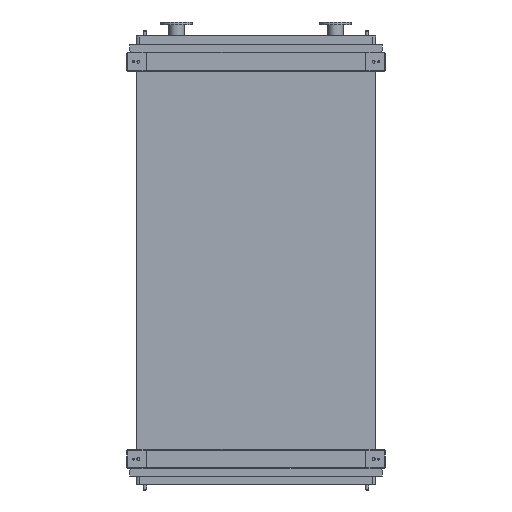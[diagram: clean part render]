
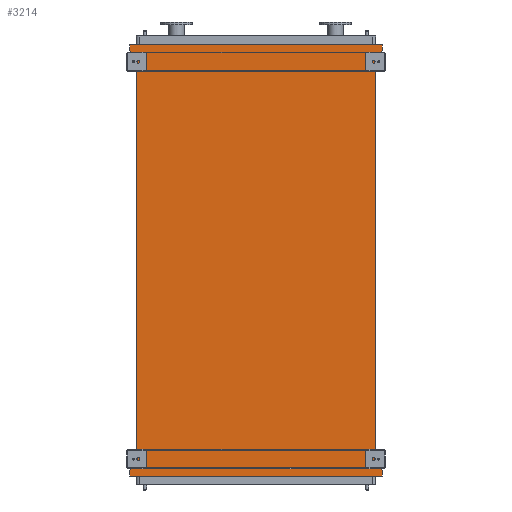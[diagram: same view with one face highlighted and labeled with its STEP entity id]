
A CAD part, front view. The second image highlights one B-rep face of the part: STEP entity #3214.
In plain terms, the highlighted planar face has unit normal (0, -1, 0).
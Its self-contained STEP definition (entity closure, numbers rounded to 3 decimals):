
#49 = ORIENTED_EDGE ( 'NONE', *, *, #10043, .F. ) ;
#206 = ORIENTED_EDGE ( 'NONE', *, *, #12304, .F. ) ;
#243 = CARTESIAN_POINT ( 'NONE',  ( -891., 0., -2903. ) ) ;
#345 = ORIENTED_EDGE ( 'NONE', *, *, #10157, .F. ) ;
#374 = VERTEX_POINT ( 'NONE', #243 ) ;
#906 = EDGE_CURVE ( 'NONE', #23931, #22269, #21507, .T. ) ;
#976 = VERTEX_POINT ( 'NONE', #18075 ) ;
#1338 = CARTESIAN_POINT ( 'NONE',  ( 891., 0., 95. ) ) ;
#1437 = VECTOR ( 'NONE', #15873, 1000. ) ;
#1580 = ORIENTED_EDGE ( 'NONE', *, *, #9103, .F. ) ;
#1670 = EDGE_CURVE ( 'NONE', #4125, #976, #20906, .T. ) ;
#2451 = VECTOR ( 'NONE', #21776, 1000. ) ;
#2823 = ORIENTED_EDGE ( 'NONE', *, *, #18668, .F. ) ;
#2874 = CARTESIAN_POINT ( 'NONE',  ( -845., 0., 0. ) ) ;
#3214 = ADVANCED_FACE ( 'NONE', ( #19189 ), #5371, .T. ) ;
#3258 = CARTESIAN_POINT ( 'NONE',  ( 845., 0., 0. ) ) ;
#3323 = DIRECTION ( 'NONE',  ( 0., 0., -1. ) ) ;
#3361 = AXIS2_PLACEMENT_3D ( 'NONE', #16848, #18704, #7259 ) ;
#3855 = EDGE_CURVE ( 'NONE', #976, #16896, #4310, .T. ) ;
#3871 = EDGE_CURVE ( 'NONE', #9032, #4125, #7553, .T. ) ;
#3880 = DIRECTION ( 'NONE',  ( 0., 0., 1. ) ) ;
#3898 = CARTESIAN_POINT ( 'NONE',  ( 891., 0., -2903. ) ) ;
#4125 = VERTEX_POINT ( 'NONE', #7535 ) ;
#4212 = EDGE_CURVE ( 'NONE', #22269, #374, #11136, .T. ) ;
#4246 = VERTEX_POINT ( 'NONE', #11870 ) ;
#4310 = LINE ( 'NONE', #10589, #13243 ) ;
#4929 = CARTESIAN_POINT ( 'NONE',  ( -891., 0., 95. ) ) ;
#5108 = LINE ( 'NONE', #3898, #10179 ) ;
#5371 = PLANE ( 'NONE',  #3361 ) ;
#5768 = CARTESIAN_POINT ( 'NONE',  ( -845., 0., 0. ) ) ;
#5970 = VERTEX_POINT ( 'NONE', #12173 ) ;
#6484 = ORIENTED_EDGE ( 'NONE', *, *, #906, .F. ) ;
#6738 = DIRECTION ( 'NONE',  ( -0.655, 0., -0.755 ) ) ;
#6848 = ORIENTED_EDGE ( 'NONE', *, *, #4212, .F. ) ;
#7069 = CARTESIAN_POINT ( 'NONE',  ( -891., 0., 53. ) ) ;
#7241 = VECTOR ( 'NONE', #20872, 1000. ) ;
#7259 = DIRECTION ( 'NONE',  ( 0., 0., -1. ) ) ;
#7426 = VERTEX_POINT ( 'NONE', #18001 ) ;
#7446 = VECTOR ( 'NONE', #23831, 1000. ) ;
#7535 = CARTESIAN_POINT ( 'NONE',  ( 891., 0., 95. ) ) ;
#7553 = LINE ( 'NONE', #4929, #2451 ) ;
#7582 = ORIENTED_EDGE ( 'NONE', *, *, #8039, .T. ) ;
#8039 = EDGE_CURVE ( 'NONE', #5970, #16896, #12318, .T. ) ;
#8876 = LINE ( 'NONE', #16944, #23622 ) ;
#9032 = VERTEX_POINT ( 'NONE', #24153 ) ;
#9103 = EDGE_CURVE ( 'NONE', #18380, #17828, #11963, .T. ) ;
#10007 = ORIENTED_EDGE ( 'NONE', *, *, #3871, .F. ) ;
#10043 = EDGE_CURVE ( 'NONE', #7426, #23931, #5108, .T. ) ;
#10157 = EDGE_CURVE ( 'NONE', #17828, #9032, #18526, .T. ) ;
#10179 = VECTOR ( 'NONE', #17290, 1000. ) ;
#10418 = VECTOR ( 'NONE', #3323, 1000. ) ;
#10589 = CARTESIAN_POINT ( 'NONE',  ( 891., 0., 53. ) ) ;
#10620 = EDGE_CURVE ( 'NONE', #374, #4246, #17666, .T. ) ;
#11136 = LINE ( 'NONE', #15491, #19971 ) ;
#11334 = EDGE_LOOP ( 'NONE', ( #7582, #17808, #18917, #10007, #345, #1580, #2823, #16768, #6848, #6484, #49, #206 ) ) ;
#11705 = CARTESIAN_POINT ( 'NONE',  ( -891., 0., 53. ) ) ;
#11870 = CARTESIAN_POINT ( 'NONE',  ( -845., 0., -2850. ) ) ;
#11963 = LINE ( 'NONE', #5768, #17111 ) ;
#12173 = CARTESIAN_POINT ( 'NONE',  ( 845., 0., -2850. ) ) ;
#12304 = EDGE_CURVE ( 'NONE', #5970, #7426, #8876, .T. ) ;
#12318 = LINE ( 'NONE', #22601, #7241 ) ;
#13031 = DIRECTION ( 'NONE',  ( 0.655, 0., -0.755 ) ) ;
#13243 = VECTOR ( 'NONE', #6738, 1000. ) ;
#13264 = CARTESIAN_POINT ( 'NONE',  ( -891., 0., -2945. ) ) ;
#13436 = VECTOR ( 'NONE', #13642, 1000. ) ;
#13642 = DIRECTION ( 'NONE',  ( 0., 0., 1. ) ) ;
#14018 = CARTESIAN_POINT ( 'NONE',  ( 891., 0., -2945. ) ) ;
#14189 = VECTOR ( 'NONE', #3880, 1000. ) ;
#15491 = CARTESIAN_POINT ( 'NONE',  ( -891., 0., -2945. ) ) ;
#15873 = DIRECTION ( 'NONE',  ( -1., 0., 0. ) ) ;
#16768 = ORIENTED_EDGE ( 'NONE', *, *, #10620, .F. ) ;
#16848 = CARTESIAN_POINT ( 'NONE',  ( -845., 0., -2850. ) ) ;
#16896 = VERTEX_POINT ( 'NONE', #3258 ) ;
#16944 = CARTESIAN_POINT ( 'NONE',  ( 845., 0., -2850. ) ) ;
#17111 = VECTOR ( 'NONE', #17255, 1000. ) ;
#17255 = DIRECTION ( 'NONE',  ( -0.655, 0., 0.755 ) ) ;
#17273 = CARTESIAN_POINT ( 'NONE',  ( -845., 0., -2850. ) ) ;
#17290 = DIRECTION ( 'NONE',  ( 0., 0., -1. ) ) ;
#17449 = DIRECTION ( 'NONE',  ( 0., 0., 1. ) ) ;
#17666 = LINE ( 'NONE', #18176, #7446 ) ;
#17808 = ORIENTED_EDGE ( 'NONE', *, *, #3855, .F. ) ;
#17828 = VERTEX_POINT ( 'NONE', #7069 ) ;
#18001 = CARTESIAN_POINT ( 'NONE',  ( 891., 0., -2903. ) ) ;
#18075 = CARTESIAN_POINT ( 'NONE',  ( 891., 0., 53. ) ) ;
#18176 = CARTESIAN_POINT ( 'NONE',  ( -891., 0., -2903. ) ) ;
#18380 = VERTEX_POINT ( 'NONE', #2874 ) ;
#18526 = LINE ( 'NONE', #11705, #13436 ) ;
#18668 = EDGE_CURVE ( 'NONE', #4246, #18380, #23802, .T. ) ;
#18704 = DIRECTION ( 'NONE',  ( 0., -1., 0. ) ) ;
#18917 = ORIENTED_EDGE ( 'NONE', *, *, #1670, .F. ) ;
#19189 = FACE_OUTER_BOUND ( 'NONE', #11334, .T. ) ;
#19971 = VECTOR ( 'NONE', #17449, 1000. ) ;
#20872 = DIRECTION ( 'NONE',  ( 0., 0., 1. ) ) ;
#20906 = LINE ( 'NONE', #1338, #10418 ) ;
#21507 = LINE ( 'NONE', #14018, #1437 ) ;
#21776 = DIRECTION ( 'NONE',  ( 1., 0., 0. ) ) ;
#22269 = VERTEX_POINT ( 'NONE', #13264 ) ;
#22601 = CARTESIAN_POINT ( 'NONE',  ( 845., 0., -2850. ) ) ;
#22631 = CARTESIAN_POINT ( 'NONE',  ( 891., 0., -2945. ) ) ;
#23622 = VECTOR ( 'NONE', #13031, 1000. ) ;
#23802 = LINE ( 'NONE', #17273, #14189 ) ;
#23831 = DIRECTION ( 'NONE',  ( 0.655, 0., 0.755 ) ) ;
#23931 = VERTEX_POINT ( 'NONE', #22631 ) ;
#24153 = CARTESIAN_POINT ( 'NONE',  ( -891., 0., 95. ) ) ;
